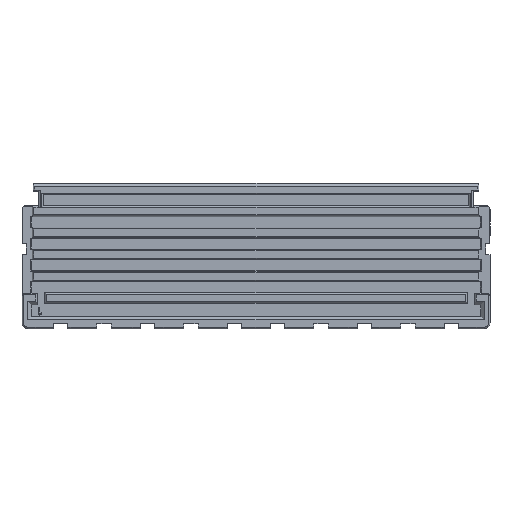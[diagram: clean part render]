
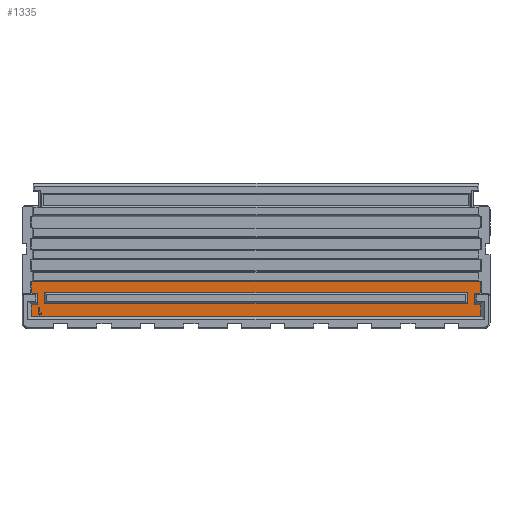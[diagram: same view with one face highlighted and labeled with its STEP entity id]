
A CAD part, top view. The second image highlights one B-rep face of the part: STEP entity #1335.
In plain terms, the highlighted planar face has unit normal (0, 0, 1).
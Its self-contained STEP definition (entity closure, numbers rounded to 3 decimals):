
#320=B_SPLINE_CURVE_WITH_KNOTS('',3,(#18148,#18149,#18150,#18151,#18152,
#18153,#18154),.UNSPECIFIED.,.F.,.F.,(4,1,1,1,4),(0.,0.25,0.501,
0.75,1.),.UNSPECIFIED.);
#321=B_SPLINE_CURVE_WITH_KNOTS('',3,(#18158,#18159,#18160,#18161,#18162),
 .UNSPECIFIED.,.F.,.F.,(4,1,4),(0.,0.5,1.),.UNSPECIFIED.);
#1335=ADVANCED_FACE('',(#1968,#1969,#1970),#1829,.F.);
#1829=PLANE('',#11838);
#1968=FACE_BOUND('',#2371,.T.);
#1969=FACE_BOUND('',#2372,.T.);
#1970=FACE_BOUND('',#2373,.T.);
#2371=EDGE_LOOP('',(#5306,#5307,#5308,#5309,#5310,#5311,#5312,#5313,#5314,
#5315,#5316,#5317));
#2372=EDGE_LOOP('',(#5318,#5319,#5320,#5321,#5322,#5323,#5324));
#2373=EDGE_LOOP('',(#5325,#5326,#5327,#5328));
#5306=ORIENTED_EDGE('',*,*,#8593,.T.);
#5307=ORIENTED_EDGE('',*,*,#8594,.T.);
#5308=ORIENTED_EDGE('',*,*,#7921,.T.);
#5309=ORIENTED_EDGE('',*,*,#8592,.F.);
#5310=ORIENTED_EDGE('',*,*,#8595,.T.);
#5311=ORIENTED_EDGE('',*,*,#8596,.T.);
#5312=ORIENTED_EDGE('',*,*,#8597,.F.);
#5313=ORIENTED_EDGE('',*,*,#8598,.T.);
#5314=ORIENTED_EDGE('',*,*,#8599,.T.);
#5315=ORIENTED_EDGE('',*,*,#8600,.F.);
#5316=ORIENTED_EDGE('',*,*,#8430,.T.);
#5317=ORIENTED_EDGE('',*,*,#8601,.T.);
#5318=ORIENTED_EDGE('',*,*,#8602,.F.);
#5319=ORIENTED_EDGE('',*,*,#8603,.F.);
#5320=ORIENTED_EDGE('',*,*,#8604,.F.);
#5321=ORIENTED_EDGE('',*,*,#8605,.F.);
#5322=ORIENTED_EDGE('',*,*,#8606,.F.);
#5323=ORIENTED_EDGE('',*,*,#8607,.F.);
#5324=ORIENTED_EDGE('',*,*,#8608,.F.);
#5325=ORIENTED_EDGE('',*,*,#8609,.T.);
#5326=ORIENTED_EDGE('',*,*,#8610,.T.);
#5327=ORIENTED_EDGE('',*,*,#8611,.F.);
#5328=ORIENTED_EDGE('',*,*,#8612,.F.);
#6681=VERTEX_POINT('',#16564);
#6682=VERTEX_POINT('',#16566);
#7010=VERTEX_POINT('',#17803);
#7011=VERTEX_POINT('',#17805);
#7101=VERTEX_POINT('',#18122);
#7102=VERTEX_POINT('',#18126);
#7103=VERTEX_POINT('',#18127);
#7104=VERTEX_POINT('',#18130);
#7105=VERTEX_POINT('',#18132);
#7106=VERTEX_POINT('',#18134);
#7107=VERTEX_POINT('',#18136);
#7108=VERTEX_POINT('',#18138);
#7109=VERTEX_POINT('',#18142);
#7110=VERTEX_POINT('',#18143);
#7111=VERTEX_POINT('',#18145);
#7112=VERTEX_POINT('',#18147);
#7113=VERTEX_POINT('',#18155);
#7114=VERTEX_POINT('',#18157);
#7115=VERTEX_POINT('',#18163);
#7116=VERTEX_POINT('',#18166);
#7117=VERTEX_POINT('',#18167);
#7118=VERTEX_POINT('',#18169);
#7119=VERTEX_POINT('',#18171);
#7921=EDGE_CURVE('',#6682,#6681,#9436,.T.);
#8430=EDGE_CURVE('',#7011,#7010,#9801,.T.);
#8592=EDGE_CURVE('',#7101,#6681,#9955,.T.);
#8593=EDGE_CURVE('',#7102,#7103,#9956,.T.);
#8594=EDGE_CURVE('',#7103,#6682,#9957,.T.);
#8595=EDGE_CURVE('',#7101,#7104,#9958,.T.);
#8596=EDGE_CURVE('',#7104,#7105,#9959,.T.);
#8597=EDGE_CURVE('',#7106,#7105,#9960,.T.);
#8598=EDGE_CURVE('',#7106,#7107,#9961,.T.);
#8599=EDGE_CURVE('',#7107,#7108,#9962,.T.);
#8600=EDGE_CURVE('',#7011,#7108,#9963,.T.);
#8601=EDGE_CURVE('',#7010,#7102,#9964,.T.);
#8602=EDGE_CURVE('',#7109,#7110,#9965,.T.);
#8603=EDGE_CURVE('',#7111,#7109,#9966,.T.);
#8604=EDGE_CURVE('',#7112,#7111,#9967,.T.);
#8605=EDGE_CURVE('',#7113,#7112,#320,.T.);
#8606=EDGE_CURVE('',#7114,#7113,#9968,.T.);
#8607=EDGE_CURVE('',#7115,#7114,#321,.T.);
#8608=EDGE_CURVE('',#7110,#7115,#9969,.T.);
#8609=EDGE_CURVE('',#7116,#7117,#9970,.T.);
#8610=EDGE_CURVE('',#7117,#7118,#9971,.T.);
#8611=EDGE_CURVE('',#7119,#7118,#9972,.T.);
#8612=EDGE_CURVE('',#7116,#7119,#9973,.T.);
#9436=LINE('',#16565,#10538);
#9801=LINE('',#17804,#10903);
#9955=LINE('',#18123,#11057);
#9956=LINE('',#18125,#11058);
#9957=LINE('',#18128,#11059);
#9958=LINE('',#18129,#11060);
#9959=LINE('',#18131,#11061);
#9960=LINE('',#18133,#11062);
#9961=LINE('',#18135,#11063);
#9962=LINE('',#18137,#11064);
#9963=LINE('',#18139,#11065);
#9964=LINE('',#18140,#11066);
#9965=LINE('',#18141,#11067);
#9966=LINE('',#18144,#11068);
#9967=LINE('',#18146,#11069);
#9968=LINE('',#18156,#11070);
#9969=LINE('',#18164,#11071);
#9970=LINE('',#18165,#11072);
#9971=LINE('',#18168,#11073);
#9972=LINE('',#18170,#11074);
#9973=LINE('',#18172,#11075);
#10538=VECTOR('',#13108,1.);
#10903=VECTOR('',#14059,1.);
#11057=VECTOR('',#14361,1.);
#11058=VECTOR('',#14364,1.);
#11059=VECTOR('',#14365,1.);
#11060=VECTOR('',#14366,1.);
#11061=VECTOR('',#14367,1.);
#11062=VECTOR('',#14368,1.);
#11063=VECTOR('',#14369,1.);
#11064=VECTOR('',#14370,1.);
#11065=VECTOR('',#14371,1.);
#11066=VECTOR('',#14372,1.);
#11067=VECTOR('',#14373,1.);
#11068=VECTOR('',#14374,1.);
#11069=VECTOR('',#14375,1.);
#11070=VECTOR('',#14376,1.);
#11071=VECTOR('',#14377,1.);
#11072=VECTOR('',#14378,1.);
#11073=VECTOR('',#14379,1.);
#11074=VECTOR('',#14380,1.);
#11075=VECTOR('',#14381,1.);
#11838=AXIS2_PLACEMENT_3D('',#18173,#14382,#14383);
#13108=DIRECTION('',(1.,0.,0.));
#14059=DIRECTION('',(1.,0.,0.));
#14361=DIRECTION('',(0.,1.,0.));
#14364=DIRECTION('',(-1.,0.,0.));
#14365=DIRECTION('',(0.,-1.,0.));
#14366=DIRECTION('',(-1.,0.,0.));
#14367=DIRECTION('',(0.,-1.,0.));
#14368=DIRECTION('',(-1.,0.,0.));
#14369=DIRECTION('',(0.,1.,0.));
#14370=DIRECTION('',(-1.,0.,0.));
#14371=DIRECTION('',(0.,-1.,0.));
#14372=DIRECTION('',(0.,1.,0.));
#14373=DIRECTION('',(0.,-1.,0.));
#14374=DIRECTION('',(-1.,0.,0.));
#14375=DIRECTION('',(0.,1.,0.));
#14376=DIRECTION('',(0.,1.,0.));
#14377=DIRECTION('',(1.,0.,0.));
#14378=DIRECTION('',(0.,1.,0.));
#14379=DIRECTION('',(1.,0.,0.));
#14380=DIRECTION('',(0.,1.,0.));
#14381=DIRECTION('',(1.,0.,0.));
#14382=DIRECTION('',(0.,0.,-1.));
#14383=DIRECTION('',(0.,-1.,0.));
#16564=CARTESIAN_POINT('',(-30.215,-6.12,1.027));
#16565=CARTESIAN_POINT('',(-31.03,-6.12,1.027));
#16566=CARTESIAN_POINT('',(-31.03,-6.12,1.027));
#17803=CARTESIAN_POINT('',(31.03,-6.12,1.027));
#17804=CARTESIAN_POINT('',(30.215,-6.12,1.027));
#17805=CARTESIAN_POINT('',(30.215,-6.12,1.027));
#18122=CARTESIAN_POINT('',(-30.215,-7.7,1.027));
#18123=CARTESIAN_POINT('',(-30.215,-7.7,1.027));
#18125=CARTESIAN_POINT('',(31.03,-4.5,1.027));
#18126=CARTESIAN_POINT('',(31.03,-4.5,1.027));
#18127=CARTESIAN_POINT('',(-31.03,-4.5,1.027));
#18128=CARTESIAN_POINT('',(-31.03,-4.5,1.027));
#18129=CARTESIAN_POINT('',(-30.215,-7.7,1.027));
#18130=CARTESIAN_POINT('',(-31.083,-7.7,1.027));
#18131=CARTESIAN_POINT('',(-31.083,-7.7,1.027));
#18132=CARTESIAN_POINT('',(-31.083,-9.3,1.027));
#18133=CARTESIAN_POINT('',(31.082,-9.3,1.027));
#18134=CARTESIAN_POINT('',(31.082,-9.3,1.027));
#18135=CARTESIAN_POINT('',(31.082,-9.3,1.027));
#18136=CARTESIAN_POINT('',(31.082,-7.7,1.027));
#18137=CARTESIAN_POINT('',(31.082,-7.7,1.027));
#18138=CARTESIAN_POINT('',(30.215,-7.7,1.027));
#18139=CARTESIAN_POINT('',(30.215,-6.12,1.027));
#18140=CARTESIAN_POINT('',(31.03,-6.12,1.027));
#18141=CARTESIAN_POINT('',(-30.081,-8.05,1.027));
#18142=CARTESIAN_POINT('',(-30.081,-8.05,1.027));
#18143=CARTESIAN_POINT('',(-30.081,-9.255,1.027));
#18144=CARTESIAN_POINT('',(-29.931,-8.05,1.027));
#18145=CARTESIAN_POINT('',(-29.931,-8.05,1.027));
#18146=CARTESIAN_POINT('',(-29.931,-8.989,1.027));
#18147=CARTESIAN_POINT('',(-29.931,-8.989,1.027));
#18148=CARTESIAN_POINT('',(-29.633,-8.811,1.027));
#18149=CARTESIAN_POINT('',(-29.656,-8.82,1.027));
#18150=CARTESIAN_POINT('',(-29.704,-8.841,1.027));
#18151=CARTESIAN_POINT('',(-29.79,-8.886,1.027));
#18152=CARTESIAN_POINT('',(-29.872,-8.938,1.027));
#18153=CARTESIAN_POINT('',(-29.913,-8.972,1.027));
#18154=CARTESIAN_POINT('',(-29.931,-8.989,1.027));
#18155=CARTESIAN_POINT('',(-29.633,-8.811,1.027));
#18156=CARTESIAN_POINT('',(-29.633,-8.954,1.027));
#18157=CARTESIAN_POINT('',(-29.633,-8.954,1.027));
#18158=CARTESIAN_POINT('',(-29.984,-9.255,1.027));
#18159=CARTESIAN_POINT('',(-29.958,-9.203,1.027));
#18160=CARTESIAN_POINT('',(-29.866,-9.091,1.027));
#18161=CARTESIAN_POINT('',(-29.716,-8.992,1.027));
#18162=CARTESIAN_POINT('',(-29.633,-8.954,1.027));
#18163=CARTESIAN_POINT('',(-29.984,-9.255,1.027));
#18164=CARTESIAN_POINT('',(-30.081,-9.255,1.027));
#18165=CARTESIAN_POINT('',(-29.215,-7.5,1.027));
#18166=CARTESIAN_POINT('',(-29.215,-7.5,1.027));
#18167=CARTESIAN_POINT('',(-29.215,-6.,1.027));
#18168=CARTESIAN_POINT('',(-29.215,-6.,1.027));
#18169=CARTESIAN_POINT('',(29.215,-6.,1.027));
#18170=CARTESIAN_POINT('',(29.215,-7.5,1.027));
#18171=CARTESIAN_POINT('',(29.215,-7.5,1.027));
#18172=CARTESIAN_POINT('',(-29.215,-7.5,1.027));
#18173=CARTESIAN_POINT('',(8.95,47.365,1.027));
